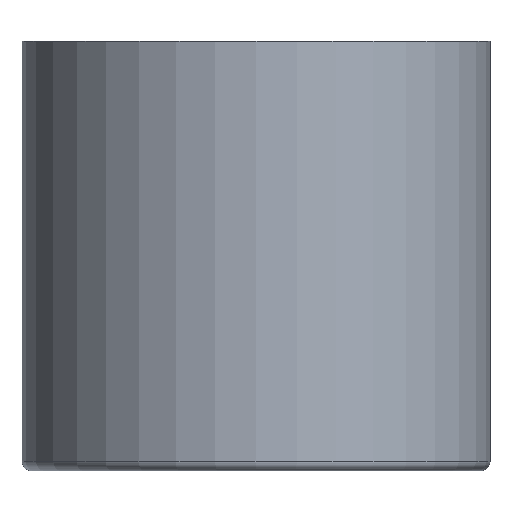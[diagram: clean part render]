
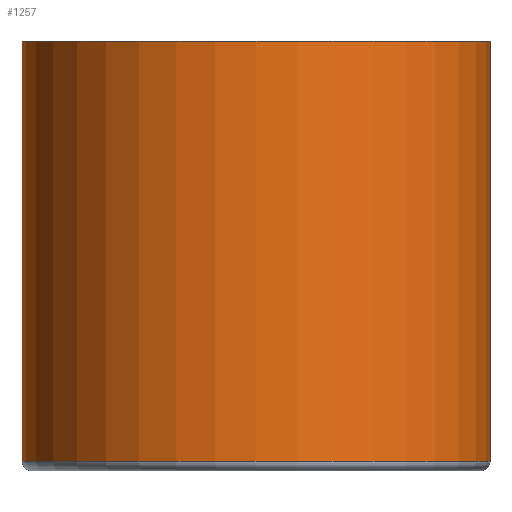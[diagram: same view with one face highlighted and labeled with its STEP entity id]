
A CAD part, front view. The second image highlights one B-rep face of the part: STEP entity #1257.
In plain terms, the highlighted cylindrical face has radius 24.5 mm (diameter 49 mm), a full revolution.
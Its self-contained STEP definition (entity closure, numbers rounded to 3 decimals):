
#99=CYLINDRICAL_SURFACE('',#1356,24.5);
#115=FACE_OUTER_BOUND('',#192,.T.);
#192=EDGE_LOOP('',(#957,#958,#959,#960,#961));
#305=LINE('',#2073,#446);
#446=VECTOR('',#1520,24.5);
#552=CIRCLE('',#1345,24.5);
#555=CIRCLE('',#1349,24.5);
#556=CIRCLE('',#1350,24.5);
#608=VERTEX_POINT('',#1997);
#610=VERTEX_POINT('',#2002);
#611=VERTEX_POINT('',#2004);
#729=EDGE_CURVE('',#608,#608,#552,.T.);
#732=EDGE_CURVE('',#610,#611,#555,.T.);
#733=EDGE_CURVE('',#611,#610,#556,.T.);
#766=EDGE_CURVE('',#608,#611,#305,.T.);
#957=ORIENTED_EDGE('',*,*,#729,.F.);
#958=ORIENTED_EDGE('',*,*,#766,.T.);
#959=ORIENTED_EDGE('',*,*,#732,.F.);
#960=ORIENTED_EDGE('',*,*,#733,.F.);
#961=ORIENTED_EDGE('',*,*,#766,.F.);
#1257=ADVANCED_FACE('',(#115),#99,.T.);
#1345=AXIS2_PLACEMENT_3D('',#1998,#1468,#1469);
#1349=AXIS2_PLACEMENT_3D('',#2005,#1476,#1477);
#1350=AXIS2_PLACEMENT_3D('',#2006,#1478,#1479);
#1356=AXIS2_PLACEMENT_3D('',#2072,#1518,#1519);
#1468=DIRECTION('center_axis',(0.,0.,1.));
#1469=DIRECTION('ref_axis',(1.,0.,0.));
#1476=DIRECTION('center_axis',(0.,0.,-1.));
#1477=DIRECTION('ref_axis',(1.,0.,0.));
#1478=DIRECTION('center_axis',(0.,0.,-1.));
#1479=DIRECTION('ref_axis',(1.,0.,0.));
#1518=DIRECTION('center_axis',(0.,0.,1.));
#1519=DIRECTION('ref_axis',(1.,0.,0.));
#1520=DIRECTION('',(0.,0.,-1.));
#1997=CARTESIAN_POINT('',(-24.5,0.,3.));
#1998=CARTESIAN_POINT('Origin',(0.,0.,3.));
#2002=CARTESIAN_POINT('',(24.5,0.,-41.));
#2004=CARTESIAN_POINT('',(-24.5,0.,-41.));
#2005=CARTESIAN_POINT('Origin',(0.,0.,-41.));
#2006=CARTESIAN_POINT('Origin',(0.,0.,-41.));
#2072=CARTESIAN_POINT('Origin',(0.,0.,0.));
#2073=CARTESIAN_POINT('',(-24.5,0.,0.));
